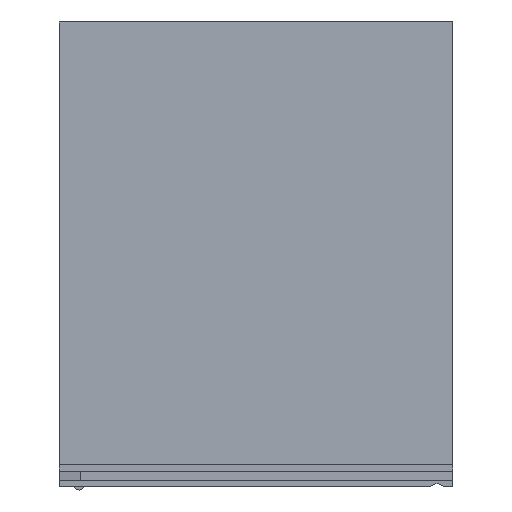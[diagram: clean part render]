
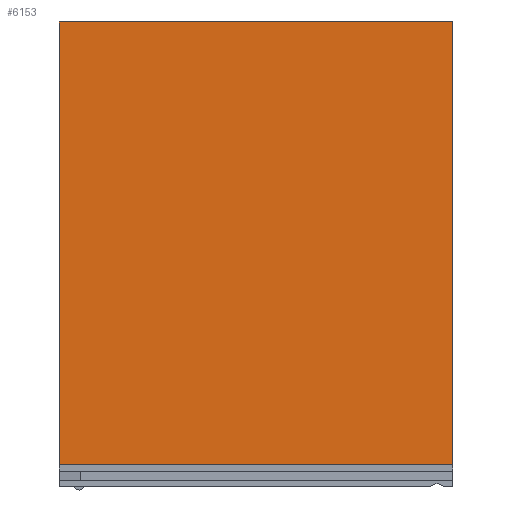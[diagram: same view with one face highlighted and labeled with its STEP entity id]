
A CAD part, left-side view. The second image highlights one B-rep face of the part: STEP entity #6153.
In plain terms, the highlighted planar face has unit normal (-1, 0, 0.003).
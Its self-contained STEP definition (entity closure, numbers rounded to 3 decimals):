
#4966=DIRECTION('',(-0.003,0.,-1.));
#4967=VECTOR('',#4966,112.317);
#4968=CARTESIAN_POINT('',(-35.956,101.5,382.1));
#4969=LINE('',#4968,#4967);
#4984=DIRECTION('',(0.,-1.,0.));
#4985=VECTOR('',#4984,100.);
#4986=CARTESIAN_POINT('',(-35.956,101.5,382.1));
#4987=LINE('',#4986,#4985);
#5006=DIRECTION('',(0.003,0.,1.));
#5007=VECTOR('',#5006,112.317);
#5008=CARTESIAN_POINT('',(-36.289,1.5,269.784));
#5009=LINE('',#5008,#5007);
#5431=DIRECTION('',(0.,-1.,0.));
#5432=VECTOR('',#5431,100.);
#5433=CARTESIAN_POINT('',(-36.289,101.5,269.784));
#5434=LINE('',#5433,#5432);
#5800=CARTESIAN_POINT('',(-35.956,101.5,382.1));
#5801=VERTEX_POINT('',#5800);
#5802=CARTESIAN_POINT('',(-35.956,1.5,382.1));
#5803=VERTEX_POINT('',#5802);
#5804=CARTESIAN_POINT('',(-36.289,101.5,269.784));
#5805=VERTEX_POINT('',#5804);
#5844=CARTESIAN_POINT('',(-36.289,1.5,269.784));
#5845=VERTEX_POINT('',#5844);
#6140=CARTESIAN_POINT('',(-36.122,51.5,325.942));
#6141=DIRECTION('',(1.,0.,-0.003));
#6142=DIRECTION('',(-0.003,0.,-1.));
#6143=AXIS2_PLACEMENT_3D('',#6140,#6141,#6142);
#6144=PLANE('',#6143);
#6145=ORIENTED_EDGE('',*,*,#6104,.F.);
#6146=ORIENTED_EDGE('',*,*,#6092,.T.);
#6148=ORIENTED_EDGE('',*,*,#6147,.F.);
#6150=ORIENTED_EDGE('',*,*,#6149,.F.);
#6151=EDGE_LOOP('',(#6145,#6146,#6148,#6150));
#6152=FACE_OUTER_BOUND('',#6151,.F.);
#6092=EDGE_CURVE('',#5801,#5803,#4987,.T.);
#6104=EDGE_CURVE('',#5801,#5805,#4969,.T.);
#6147=EDGE_CURVE('',#5845,#5803,#5009,.T.);
#6149=EDGE_CURVE('',#5805,#5845,#5434,.T.);
#6153=ADVANCED_FACE('',(#6152),#6144,.F.);
